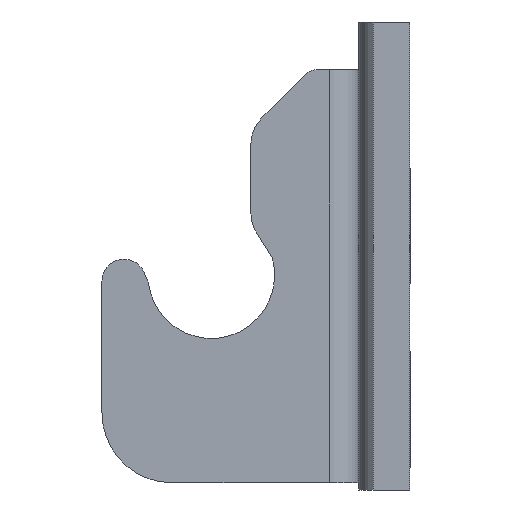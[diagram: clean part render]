
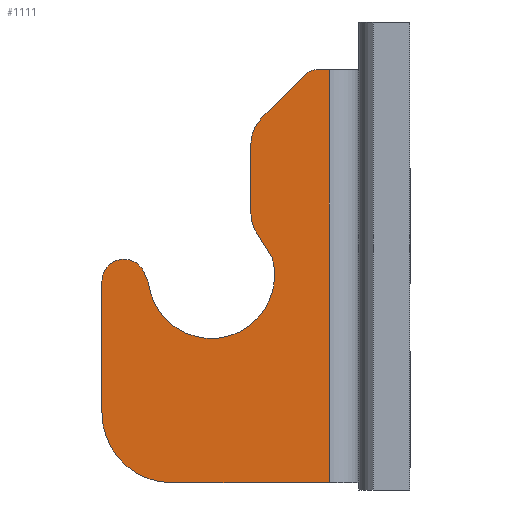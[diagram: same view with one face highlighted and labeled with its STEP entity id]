
A CAD part, left-side view. The second image highlights one B-rep face of the part: STEP entity #1111.
In plain terms, the highlighted face is planar.
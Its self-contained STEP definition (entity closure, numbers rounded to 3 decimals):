
#83=LINE('',#1886,#175);
#89=LINE('',#1898,#181);
#90=LINE('',#1901,#182);
#91=LINE('',#1905,#183);
#92=LINE('',#1909,#184);
#93=LINE('',#1913,#185);
#94=LINE('',#1917,#186);
#95=LINE('',#1921,#187);
#175=VECTOR('',#1535,21.475);
#181=VECTOR('',#1545,56.3);
#182=VECTOR('',#1548,1.593);
#183=VECTOR('',#1551,8.204);
#184=VECTOR('',#1554,9.315);
#185=VECTOR('',#1557,3.941);
#186=VECTOR('',#1560,1.46);
#187=VECTOR('',#1563,17.943);
#236=PLANE('',#1300);
#308=FACE_OUTER_BOUND('',#389,.T.);
#389=EDGE_LOOP('',(#894,#895,#896,#897,#898,#899,#900,#901,#902,#903,#904,
#905,#906,#907));
#466=CIRCLE('',#1301,2.54);
#467=CIRCLE('',#1302,5.156);
#468=CIRCLE('',#1303,5.156);
#469=CIRCLE('',#1304,8.636);
#470=CIRCLE('',#1305,2.997);
#471=CIRCLE('',#1306,9.525);
#553=VERTEX_POINT('',#1883);
#554=VERTEX_POINT('',#1885);
#558=VERTEX_POINT('',#1896);
#559=VERTEX_POINT('',#1900);
#560=VERTEX_POINT('',#1902);
#561=VERTEX_POINT('',#1904);
#562=VERTEX_POINT('',#1906);
#563=VERTEX_POINT('',#1908);
#564=VERTEX_POINT('',#1910);
#565=VERTEX_POINT('',#1912);
#566=VERTEX_POINT('',#1914);
#567=VERTEX_POINT('',#1916);
#568=VERTEX_POINT('',#1918);
#569=VERTEX_POINT('',#1920);
#677=EDGE_CURVE('',#553,#554,#83,.T.);
#684=EDGE_CURVE('',#558,#553,#89,.T.);
#685=EDGE_CURVE('',#559,#558,#90,.T.);
#686=EDGE_CURVE('',#560,#559,#466,.T.);
#687=EDGE_CURVE('',#561,#560,#91,.T.);
#688=EDGE_CURVE('',#562,#561,#467,.T.);
#689=EDGE_CURVE('',#563,#562,#92,.T.);
#690=EDGE_CURVE('',#564,#563,#468,.T.);
#691=EDGE_CURVE('',#565,#564,#93,.T.);
#692=EDGE_CURVE('',#566,#565,#469,.T.);
#693=EDGE_CURVE('',#567,#566,#94,.T.);
#694=EDGE_CURVE('',#568,#567,#470,.T.);
#695=EDGE_CURVE('',#569,#568,#95,.T.);
#696=EDGE_CURVE('',#554,#569,#471,.T.);
#894=ORIENTED_EDGE('',*,*,#684,.F.);
#895=ORIENTED_EDGE('',*,*,#685,.F.);
#896=ORIENTED_EDGE('',*,*,#686,.F.);
#897=ORIENTED_EDGE('',*,*,#687,.F.);
#898=ORIENTED_EDGE('',*,*,#688,.F.);
#899=ORIENTED_EDGE('',*,*,#689,.F.);
#900=ORIENTED_EDGE('',*,*,#690,.F.);
#901=ORIENTED_EDGE('',*,*,#691,.F.);
#902=ORIENTED_EDGE('',*,*,#692,.F.);
#903=ORIENTED_EDGE('',*,*,#693,.F.);
#904=ORIENTED_EDGE('',*,*,#694,.F.);
#905=ORIENTED_EDGE('',*,*,#695,.F.);
#906=ORIENTED_EDGE('',*,*,#696,.F.);
#907=ORIENTED_EDGE('',*,*,#677,.F.);
#1111=ADVANCED_FACE('',(#308),#236,.T.);
#1300=AXIS2_PLACEMENT_3D('',#1899,#1546,#1547);
#1301=AXIS2_PLACEMENT_3D('',#1903,#1549,#1550);
#1302=AXIS2_PLACEMENT_3D('',#1907,#1552,#1553);
#1303=AXIS2_PLACEMENT_3D('',#1911,#1555,#1556);
#1304=AXIS2_PLACEMENT_3D('',#1915,#1558,#1559);
#1305=AXIS2_PLACEMENT_3D('',#1919,#1561,#1562);
#1306=AXIS2_PLACEMENT_3D('',#1922,#1564,#1565);
#1535=DIRECTION('',(0.,1.,0.));
#1545=DIRECTION('',(-1.,0.,0.));
#1546=DIRECTION('center_axis',(0.,0.,1.));
#1547=DIRECTION('ref_axis',(1.,0.,0.));
#1548=DIRECTION('',(0.,-1.,0.));
#1549=DIRECTION('center_axis',(0.,0.,-1.));
#1550=DIRECTION('ref_axis',(1.,0.005,0.));
#1551=DIRECTION('',(0.707,-0.707,0.));
#1552=DIRECTION('center_axis',(0.,0.,-1.));
#1553=DIRECTION('ref_axis',(0.707,0.707,0.));
#1554=DIRECTION('',(1.,0.,0.));
#1555=DIRECTION('center_axis',(0.,0.,-1.));
#1556=DIRECTION('ref_axis',(0.,1.,0.));
#1557=DIRECTION('',(0.847,0.531,0.));
#1558=DIRECTION('center_axis',(0.,0.,1.));
#1559=DIRECTION('ref_axis',(0.11,-0.994,0.));
#1560=DIRECTION('',(-0.917,-0.398,0.));
#1561=DIRECTION('center_axis',(0.,0.,-1.));
#1562=DIRECTION('ref_axis',(0.406,-0.914,0.));
#1563=DIRECTION('',(1.,0.,0.));
#1564=DIRECTION('center_axis',(0.,0.,-1.));
#1565=DIRECTION('ref_axis',(0.,1.,0.));
#1883=CARTESIAN_POINT('',(0.,4.,24.4));
#1885=CARTESIAN_POINT('',(0.,25.475,24.4));
#1886=CARTESIAN_POINT('',(0.,4.,24.4));
#1896=CARTESIAN_POINT('',(56.3,4.,24.4));
#1898=CARTESIAN_POINT('',(56.3,4.,24.4));
#1899=CARTESIAN_POINT('Origin',(24.354,14.179,24.4));
#1900=CARTESIAN_POINT('',(56.3,5.593,24.4));
#1901=CARTESIAN_POINT('',(56.3,5.593,24.4));
#1902=CARTESIAN_POINT('',(55.542,7.389,24.4));
#1903=CARTESIAN_POINT('Origin',(53.76,5.579,24.4));
#1904=CARTESIAN_POINT('',(49.742,13.19,24.4));
#1905=CARTESIAN_POINT('',(49.742,13.19,24.4));
#1906=CARTESIAN_POINT('',(46.096,14.7,24.4));
#1907=CARTESIAN_POINT('Origin',(46.096,9.544,24.4));
#1908=CARTESIAN_POINT('',(36.78,14.7,24.4));
#1909=CARTESIAN_POINT('',(36.78,14.7,24.4));
#1910=CARTESIAN_POINT('',(34.006,13.89,24.4));
#1911=CARTESIAN_POINT('Origin',(36.78,9.544,24.4));
#1912=CARTESIAN_POINT('',(30.667,11.795,24.4));
#1913=CARTESIAN_POINT('',(30.667,11.795,24.4));
#1914=CARTESIAN_POINT('',(27.344,28.682,24.4));
#1915=CARTESIAN_POINT('Origin',(28.292,20.098,24.4));
#1916=CARTESIAN_POINT('',(28.683,29.263,24.4));
#1917=CARTESIAN_POINT('',(28.683,29.263,24.4));
#1918=CARTESIAN_POINT('',(27.468,35.,24.4));
#1919=CARTESIAN_POINT('Origin',(27.468,32.003,24.4));
#1920=CARTESIAN_POINT('',(9.525,35.,24.4));
#1921=CARTESIAN_POINT('',(9.525,35.,24.4));
#1922=CARTESIAN_POINT('Origin',(9.525,25.475,24.4));
